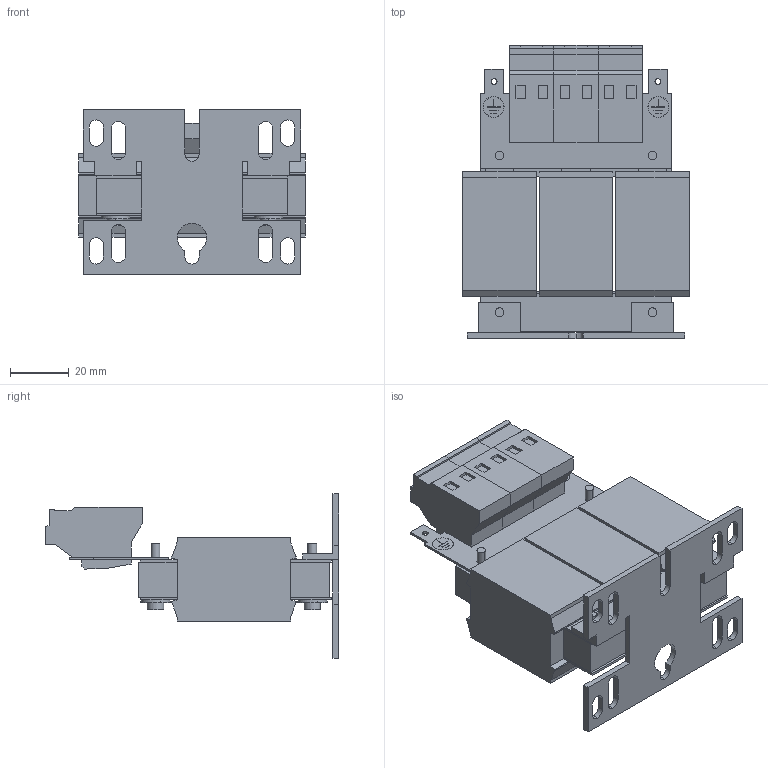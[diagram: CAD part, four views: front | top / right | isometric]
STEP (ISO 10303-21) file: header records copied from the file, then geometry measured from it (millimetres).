
FILE_DESCRIPTION (( 'STEP AP214' ), '1' );
FILE_NAME ('1184919.STEP', '2026-04-22T12:42:20', ( '' ), ( '' ), 'SwSTEP 2.0', 'SolidWorks 2022', '' );
FILE_SCHEMA (( 'AUTOMOTIVE_DESIGN' ));
Length unit declared in the file: millimetre
Products named in the file (1): 1184919
Bounding box: 77 x 99.8 x 56 mm (x, y, z)
Volume: 138439.1 mm3; surface area: 43224 mm2
Topology: 1 solids, 1 shells, 462 faces, 1230 edges, 802 vertices
Faces by surface type: plane 369, cylinder 93
Entity records: 14322 total; most frequent: CARTESIAN_POINT 2495, ORIENTED_EDGE 2460, DIRECTION 2350, EDGE_CURVE 1230, VECTOR 1036, LINE 1036, VERTEX_POINT 802, AXIS2_PLACEMENT_3D 657
